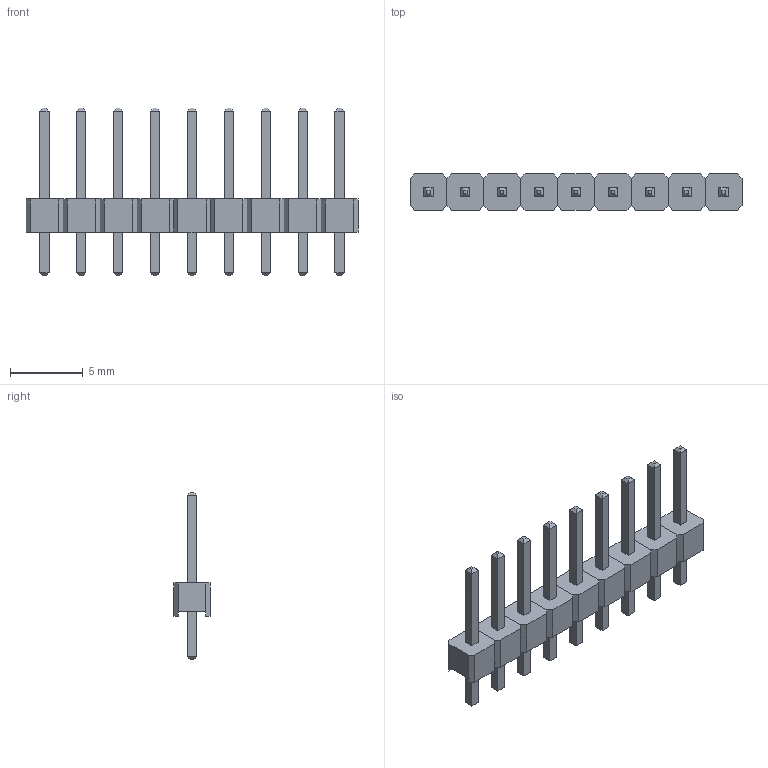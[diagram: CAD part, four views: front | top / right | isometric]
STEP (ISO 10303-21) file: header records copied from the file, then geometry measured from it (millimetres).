
FILE_DESCRIPTION(('FreeCAD Model'),'2;1');
FILE_NAME('male_header_2_54_1X9.step', '2017-06-24T14:25:35',('Author'),(''), 'Open CASCADE STEP processor 6.8','FreeCAD','Unknown');
FILE_SCHEMA(('AUTOMOTIVE_DESIGN_CC2 { 1 2 10303 214 -1 1 5 4 }'));
Length unit declared in the file: millimetre
Products named in the file (19): ASSEMBLY; User_Library-Header_Male_40Pin_BodyArray033; User_Library-Header_Male_40Pin_PinArray032; User_Library-Header_Male_40Pin_PinArray006; User_Library-Header_Male_40Pin_PinArray021; User_Library-Header_Male_40Pin_PinArray014; User_Library-Header_Male_40Pin_PinArray017; User_Library-Header_Male_40Pin_PinArray016; User_Library-Header_Male_40Pin_PinArray013; User_Library-Header_Male_40Pin_BodyArray025; User_Library-Header_Male_40Pin_BodyArray002; User_Library-Header_Male_40Pin_BodyArray022; User_Library-Header_Male_40Pin_BodyArray010; User_Library-Header_Male_40Pin_BodyArray004; User_Library-Header_Male_40Pin_BodyArray028; User_Library-Header_Male_40Pin_BodyArray036; User_Library-Header_Male_40Pin_BodyArray037; User_Library-Header_Male_40Pin_PinArray007; User_Library-Header_Male_40Pin_PinArray011
Assembly tree (18 placements, depth 2):
  ASSEMBLY
    User_Library-Header_Male_40Pin_BodyArray033
    User_Library-Header_Male_40Pin_PinArray032
    User_Library-Header_Male_40Pin_PinArray006
    User_Library-Header_Male_40Pin_PinArray021
    User_Library-Header_Male_40Pin_PinArray014
    User_Library-Header_Male_40Pin_PinArray017
    User_Library-Header_Male_40Pin_PinArray016
    User_Library-Header_Male_40Pin_PinArray013
    User_Library-Header_Male_40Pin_BodyArray025
    User_Library-Header_Male_40Pin_BodyArray002
    User_Library-Header_Male_40Pin_BodyArray022
    User_Library-Header_Male_40Pin_BodyArray010
    User_Library-Header_Male_40Pin_BodyArray004
    User_Library-Header_Male_40Pin_BodyArray028
    User_Library-Header_Male_40Pin_BodyArray036
    User_Library-Header_Male_40Pin_BodyArray037
    User_Library-Header_Male_40Pin_PinArray007
    User_Library-Header_Male_40Pin_PinArray011
Bounding box: 22.86 x 2.49 x 11.54 mm (x, y, z)
Volume: 148.2 mm3; surface area: 612.1 mm2
Topology: 18 solids, 18 shells, 288 faces, 648 edges, 396 vertices
Faces by surface type: plane 288
Entity records: 18504 total; most frequent: CARTESIAN_POINT 2647, DIRECTION 2558, LINE 1944, VECTOR 1944, ORIENTED_EDGE 1296, PCURVE 1296, DEFINITIONAL_REPRESENTATION 1296, EDGE_CURVE 648
